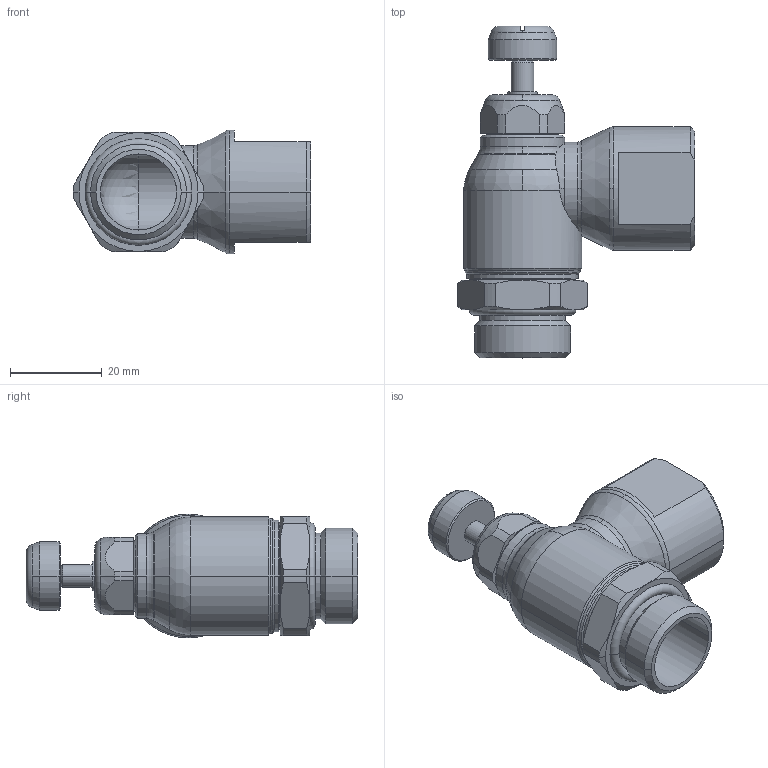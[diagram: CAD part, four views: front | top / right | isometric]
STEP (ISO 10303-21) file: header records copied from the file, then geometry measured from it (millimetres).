
FILE_DESCRIPTION(('STEP AP214'),'1');
FILE_NAME('7110_21_21.stp','2016-07-07T14:55:22',('TraceParts'),('TraceParts S.A.'),'Spatial InterOp 3D',' ',' ');
FILE_SCHEMA(('automotive_design'));
Length unit declared in the file: millimetre
Products named in the file (1): 1
Bounding box: 51.85 x 72.5 x 27 mm (x, y, z)
Volume: 21359.8 mm3; surface area: 12073.6 mm2
Topology: 1 solids, 1 shells, 155 faces, 388 edges, 238 vertices
Faces by surface type: cone 50, cylinder 46, plane 32, torus 22, sphere 5
Entity records: 5004 total; most frequent: CARTESIAN_POINT 1274, DIRECTION 855, ORIENTED_EDGE 764, EDGE_CURVE 382, AXIS2_PLACEMENT_3D 373, VERTEX_POINT 238, CIRCLE 215, EDGE_LOOP 166
